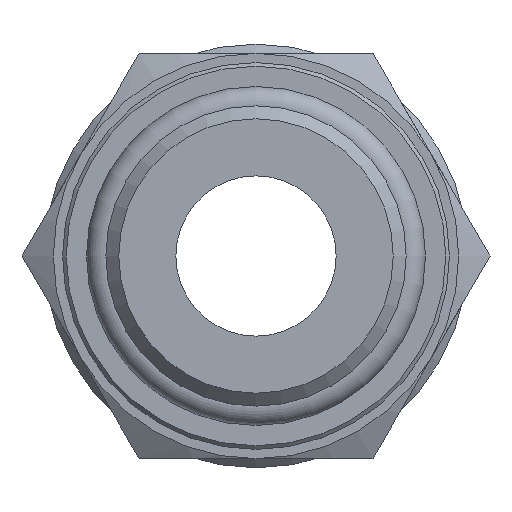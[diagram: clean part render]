
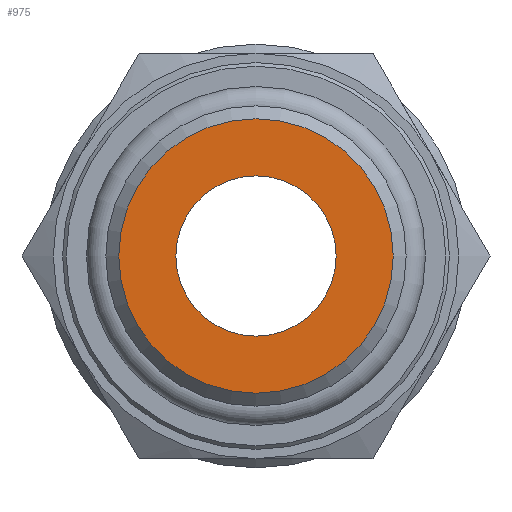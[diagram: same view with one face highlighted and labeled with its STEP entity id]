
A CAD part, front view. The second image highlights one B-rep face of the part: STEP entity #975.
In plain terms, the highlighted planar face has unit normal (0, -1, 0).
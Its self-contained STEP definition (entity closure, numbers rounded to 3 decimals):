
#189=PLANE('',#1077);
#210=FACE_BOUND('',#362,.T.);
#278=FACE_OUTER_BOUND('',#361,.T.);
#361=EDGE_LOOP('',(#859));
#362=EDGE_LOOP('',(#860));
#402=CIRCLE('',#999,4.35);
#432=CIRCLE('',#1076,7.45);
#451=VERTEX_POINT('',#1407);
#522=VERTEX_POINT('',#1678);
#540=EDGE_CURVE('',#451,#451,#402,.T.);
#645=EDGE_CURVE('',#522,#522,#432,.T.);
#859=ORIENTED_EDGE('',*,*,#645,.T.);
#860=ORIENTED_EDGE('',*,*,#540,.T.);
#975=ADVANCED_FACE('',(#278,#210),#189,.T.);
#999=AXIS2_PLACEMENT_3D('',#1408,#1120,#1121);
#1076=AXIS2_PLACEMENT_3D('',#1679,#1325,#1326);
#1077=AXIS2_PLACEMENT_3D('',#1680,#1327,#1328);
#1120=DIRECTION('center_axis',(0.,1.,0.));
#1121=DIRECTION('ref_axis',(-1.,0.,0.));
#1325=DIRECTION('center_axis',(0.,-1.,0.));
#1326=DIRECTION('ref_axis',(1.,0.,0.));
#1327=DIRECTION('center_axis',(0.,-1.,0.));
#1328=DIRECTION('ref_axis',(0.,0.,-1.));
#1407=CARTESIAN_POINT('',(4.35,0.,0.));
#1408=CARTESIAN_POINT('Origin',(0.,0.,0.));
#1678=CARTESIAN_POINT('',(7.45,0.,0.));
#1679=CARTESIAN_POINT('Origin',(0.,0.,0.));
#1680=CARTESIAN_POINT('Origin',(0.,0.,0.));
